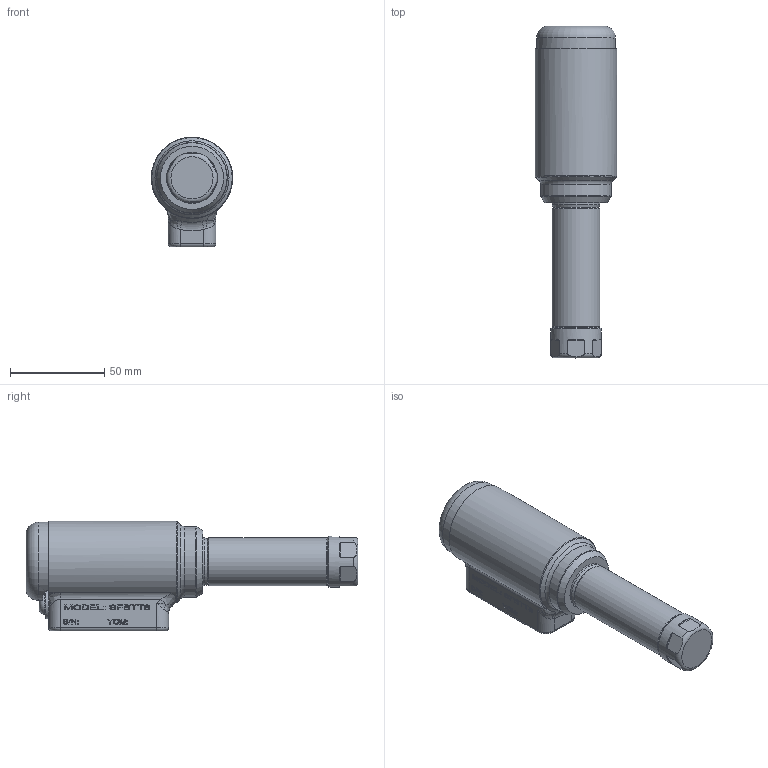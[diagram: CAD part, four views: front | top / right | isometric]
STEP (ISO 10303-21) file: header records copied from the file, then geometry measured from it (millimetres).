
FILE_DESCRIPTION(/* description */ (''),/* implementation_level */ '2;1');
FILE_NAME(/* name */ 'sfbtt8_99-7925.stp',/* time_stamp */ '2010-10-22T13:39:13-04:00',/* author */ (''),/* organization */ (''),/* preprocessor_version */ 'ST-DEVELOPER v11',/* originating_system */ 'SIEMENS PLM Software NX 7.0',/* authorisation */ '');
FILE_SCHEMA (('AUTOMOTIVE_DESIGN { 1 0 10303 214 1 1 1 1 }'));
Products named in the file (1): sfbtt8_99-7925
Bounding box: 43.18 x 175.97 x 58.16 mm (x, y, z)
Volume: 200603.2 mm3; surface area: 36166.2 mm2
Topology: 6 solids, 6 shells, 1645 faces, 4341 edges, 2877 vertices
Faces by surface type: extrusion 833, plane 710, cylinder 49, torus 20, cone 15, bspline 14, revolution 4
Full cylindrical faces by diameter (mm): 11.1 x1, 15.875 x1, 19.05 x1, 22.2 x1, 25.324 x1, 25.4 x1, 26.924 x1, 32.944 x1, 33.096 x2, 37.465 x1, 43.18 x1
Entity records: 68289 total; most frequent: CARTESIAN_POINT 32943, ORIENTED_EDGE 8572, EDGE_CURVE 4286, DIRECTION 4184, B_SPLINE_CURVE_WITH_KNOTS 3495, VERTEX_POINT 2862, VECTOR 2330, EDGE_LOOP 1851
